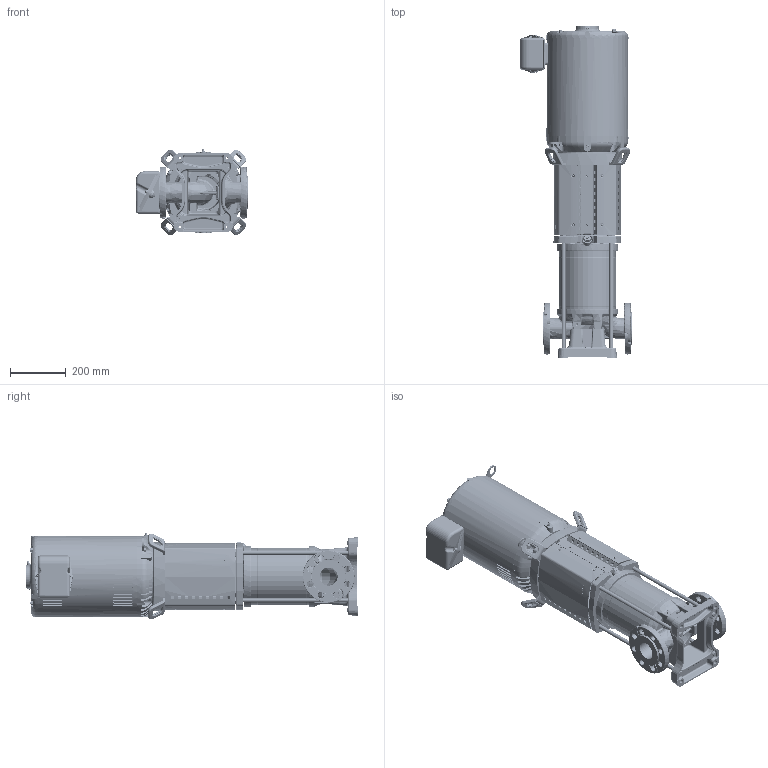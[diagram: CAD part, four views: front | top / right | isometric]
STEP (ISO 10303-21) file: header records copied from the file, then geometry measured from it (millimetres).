
FILE_DESCRIPTION(/* description */ (''),/* implementation_level */ '2;1');
FILE_NAME(/* name */ '2700879 - HELIX V190-03_2-1_A3_E_KS_N_20_3_Shrinkwrap_1.stp',/* time_stamp */ '2022-03-25T15:49:44-05:00',/* author */ ('faliszekte'),/* organization */ (''),/* preprocessor_version */ 'ST-DEVELOPER v18.1',/* originating_system */ 'Autodesk Inventor 2021',/* authorisation */ '');
FILE_SCHEMA (('AUTOMOTIVE_DESIGN { 1 0 10303 214 3 1 1 }'));
Length unit declared in the file: inch
Products named in the file (1): 2700879 - HELIX V190-03_2-1_A3_E_KS_N_20_3_Shrinkwrap_1
Bounding box: 401.02 x 1187.23 x 310.5 mm (x, y, z)
Volume: 888.3 mm3; surface area: 2516047.4 mm2
Topology: 2 solids, 67 shells, 5365 faces, 15758 edges, 10225 vertices
Faces by surface type: cylinder 1683, plane 1425, bspline 1208, cone 499, torus 468, sphere 82
Full cylindrical faces by diameter (mm): 0.833 x4, 2 x2, 4 x2, 4.5 x2, 4.918 x5, 6 x2, 8 x8, 9.525 x6, 10.25 x4, 13.208 x2, 14 x11, 14.376 x168, 16 x168, 16.662 x1, 17.5 x1, 18 x8, 18.64 x1, 20.813 x1, 28.067 x2, 31 x1, 47.6 x1, 76 x2, 88 x1, 110.3 x3, 114 x1, 117 x2, 119.6 x1, 200 x1, 203 x4, 204 x1
Entity records: 367493 total; most frequent: CARTESIAN_POINT 232252, ORIENTED_EDGE 28237, DIRECTION 24808, EDGE_CURVE 15657, VERTEX_POINT 10225, AXIS2_PLACEMENT_3D 9736, EDGE_LOOP 5735, FACE_OUTER_BOUND 5365
